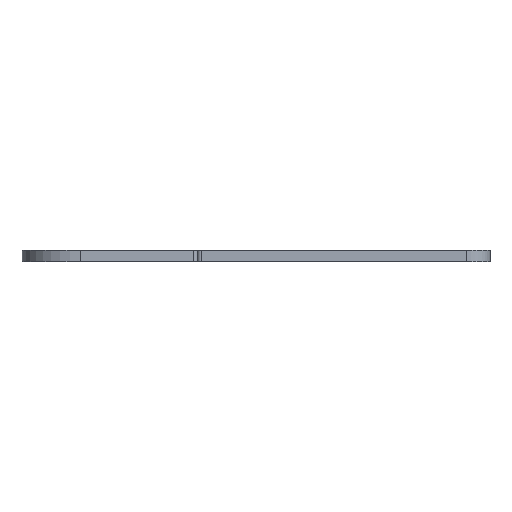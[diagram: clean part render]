
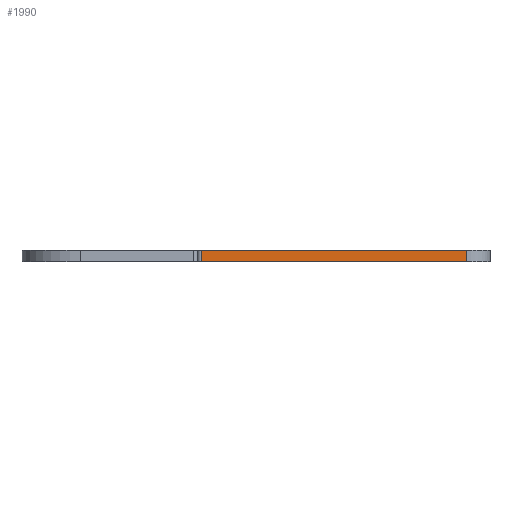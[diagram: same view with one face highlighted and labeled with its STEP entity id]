
A CAD part, left-side view. The second image highlights one B-rep face of the part: STEP entity #1990.
In plain terms, the highlighted planar face has unit normal (-1, 0, 0).
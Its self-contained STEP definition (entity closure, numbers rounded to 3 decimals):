
#43=PLANE('',#2136);
#105=FACE_OUTER_BOUND('',#209,.T.);
#209=EDGE_LOOP('',(#1420,#1421,#1422,#1423));
#457=LINE('',#3085,#657);
#458=LINE('',#3089,#658);
#459=LINE('',#3091,#659);
#460=LINE('',#3092,#660);
#657=VECTOR('',#2464,10.);
#658=VECTOR('',#2469,10.);
#659=VECTOR('',#2470,10.);
#660=VECTOR('',#2471,10.);
#848=VERTEX_POINT('',#3082);
#849=VERTEX_POINT('',#3084);
#850=VERTEX_POINT('',#3088);
#851=VERTEX_POINT('',#3090);
#1082=EDGE_CURVE('',#849,#848,#457,.T.);
#1084=EDGE_CURVE('',#850,#848,#458,.T.);
#1085=EDGE_CURVE('',#851,#850,#459,.T.);
#1086=EDGE_CURVE('',#849,#851,#460,.T.);
#1420=ORIENTED_EDGE('',*,*,#1082,.T.);
#1421=ORIENTED_EDGE('',*,*,#1084,.F.);
#1422=ORIENTED_EDGE('',*,*,#1085,.F.);
#1423=ORIENTED_EDGE('',*,*,#1086,.F.);
#1990=ADVANCED_FACE('',(#105),#43,.T.);
#2136=AXIS2_PLACEMENT_3D('',#3087,#2467,#2468);
#2464=DIRECTION('',(0.,0.,1.));
#2467=DIRECTION('center_axis',(-1.,0.,0.));
#2468=DIRECTION('ref_axis',(0.,-1.,0.));
#2469=DIRECTION('',(0.,-1.,0.));
#2470=DIRECTION('',(0.,0.,1.));
#2471=DIRECTION('',(0.,1.,0.));
#3082=CARTESIAN_POINT('',(-40.,-18.,0.5));
#3084=CARTESIAN_POINT('',(-40.,-18.,-0.5));
#3085=CARTESIAN_POINT('',(-40.,-18.,0.));
#3087=CARTESIAN_POINT('Origin',(-40.,4.7,0.));
#3088=CARTESIAN_POINT('',(-40.,4.7,0.5));
#3089=CARTESIAN_POINT('',(-40.,4.7,0.5));
#3090=CARTESIAN_POINT('',(-40.,4.7,-0.5));
#3091=CARTESIAN_POINT('',(-40.,4.7,0.));
#3092=CARTESIAN_POINT('',(-40.,4.7,-0.5));
